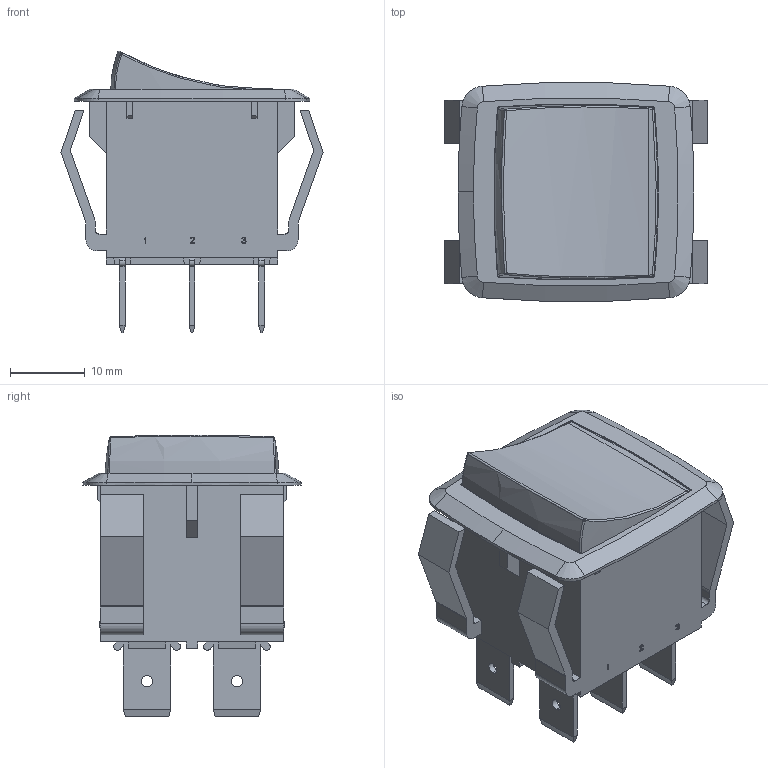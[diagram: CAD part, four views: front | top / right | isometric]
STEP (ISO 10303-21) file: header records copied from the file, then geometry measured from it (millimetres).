
FILE_DESCRIPTION (( 'STEP AP214' ), '1' );
FILE_NAME ('PRDDD3-16F-BB000.STEP', '2023-03-23T10:59:56', ( '' ), ( '' ), 'SwSTEP 2.0', 'SolidWorks 2022', '' );
FILE_SCHEMA (( 'AUTOMOTIVE_DESIGN' ));
Length unit declared in the file: inch
Products named in the file (1): PRDDD3-16F-BB000
Bounding box: 35 x 29.18 x 37.61 mm (x, y, z)
Volume: 14820.1 mm3; surface area: 6273.2 mm2
Topology: 1 solids, 1 shells, 518 faces, 1458 edges, 949 vertices
Faces by surface type: plane 417, cylinder 68, bspline 22, cone 11
Entity records: 17844 total; most frequent: CARTESIAN_POINT 3636, ORIENTED_EDGE 2896, DIRECTION 2560, EDGE_CURVE 1448, VECTOR 1244, LINE 1244, VERTEX_POINT 949, AXIS2_PLACEMENT_3D 658
